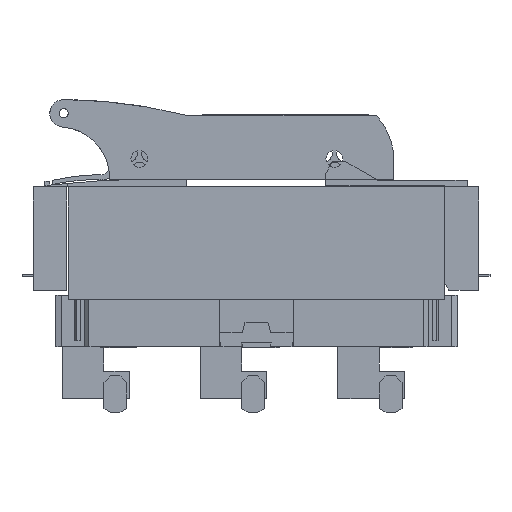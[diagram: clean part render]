
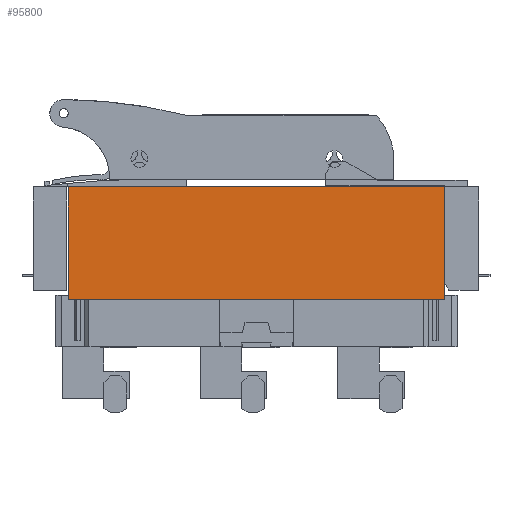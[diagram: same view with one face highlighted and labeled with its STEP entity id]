
A CAD part, left-side view. The second image highlights one B-rep face of the part: STEP entity #95800.
In plain terms, the highlighted face is planar.
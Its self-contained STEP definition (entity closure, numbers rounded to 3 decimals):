
#46119=DIRECTION('',(0.,1.,0.));
#46120=VECTOR('',#46119,164.);
#46121=CARTESIAN_POINT('',(52.75,-82.,21.1));
#46122=LINE('',#46121,#46120);
#63812=DIRECTION('',(0.,0.,-1.));
#63813=VECTOR('',#63812,48.9);
#63814=CARTESIAN_POINT('',(52.75,-82.,70.));
#63815=LINE('',#63814,#63813);
#63826=DIRECTION('',(0.,-1.,0.));
#63827=VECTOR('',#63826,164.);
#63828=CARTESIAN_POINT('',(52.75,82.,70.));
#63829=LINE('',#63828,#63827);
#63854=DIRECTION('',(0.,0.,1.));
#63855=VECTOR('',#63854,48.9);
#63856=CARTESIAN_POINT('',(52.75,82.,21.1));
#63857=LINE('',#63856,#63855);
#67734=CARTESIAN_POINT('',(52.75,-82.,21.1));
#67735=VERTEX_POINT('',#67734);
#67736=CARTESIAN_POINT('',(52.75,82.,21.1));
#67737=VERTEX_POINT('',#67736);
#70598=CARTESIAN_POINT('',(52.75,-82.,70.));
#70599=VERTEX_POINT('',#70598);
#70600=CARTESIAN_POINT('',(52.75,82.,70.));
#70601=VERTEX_POINT('',#70600);
#95789=CARTESIAN_POINT('',(52.75,0.,21.1));
#95790=DIRECTION('',(1.,0.,0.));
#95791=DIRECTION('',(0.,0.,-1.));
#95792=AXIS2_PLACEMENT_3D('',#95789,#95790,#95791);
#95793=PLANE('',#95792);
#95794=ORIENTED_EDGE('',*,*,#95734,.F.);
#95795=ORIENTED_EDGE('',*,*,#95755,.F.);
#95796=ORIENTED_EDGE('',*,*,#95777,.F.);
#95797=ORIENTED_EDGE('',*,*,#75804,.F.);
#95798=EDGE_LOOP('',(#95794,#95795,#95796,#95797));
#95799=FACE_OUTER_BOUND('',#95798,.F.);
#75804=EDGE_CURVE('',#67735,#67737,#46122,.T.);
#95734=EDGE_CURVE('',#70599,#67735,#63815,.T.);
#95755=EDGE_CURVE('',#70601,#70599,#63829,.T.);
#95777=EDGE_CURVE('',#67737,#70601,#63857,.T.);
#95800=ADVANCED_FACE('',(#95799),#95793,.T.);
